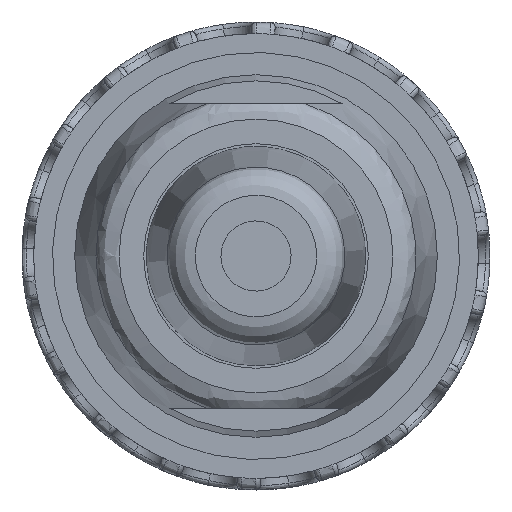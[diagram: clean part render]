
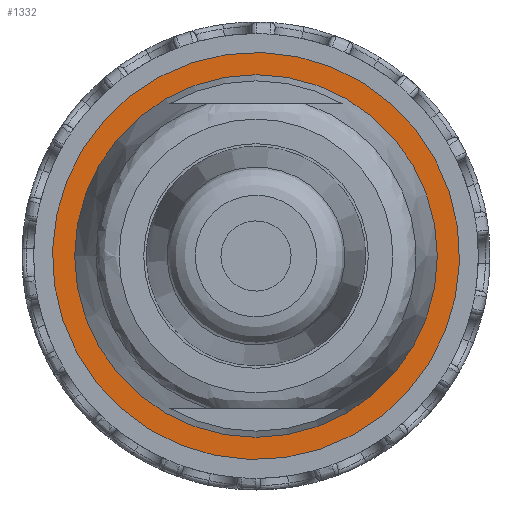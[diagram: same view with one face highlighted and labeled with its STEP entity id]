
A CAD part, front view. The second image highlights one B-rep face of the part: STEP entity #1332.
In plain terms, the highlighted planar face has unit normal (0, -1, 0).
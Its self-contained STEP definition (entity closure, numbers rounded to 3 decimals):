
#412=PLANE('',#4983);
#1332=ADVANCED_FACE('4-0-161',(#1700,#1701),#412,.T.);
#1700=FACE_BOUND('',#1788,.T.);
#1701=FACE_BOUND('',#1789,.T.);
#1788=EDGE_LOOP('',(#2166));
#1789=EDGE_LOOP('',(#2167));
#2166=ORIENTED_EDGE('',*,*,#4033,.F.);
#2167=ORIENTED_EDGE('',*,*,#4031,.T.);
#3562=VERTEX_POINT('',#6684);
#3564=VERTEX_POINT('',#6689);
#4031=EDGE_CURVE('',#3562,#3562,#4723,.T.);
#4033=EDGE_CURVE('',#3564,#3564,#4725,.T.);
#4723=CIRCLE('',#4979,8.7);
#4725=CIRCLE('',#4982,7.75);
#4979=AXIS2_PLACEMENT_3D('',#6683,#5417,#5418);
#4982=AXIS2_PLACEMENT_3D('',#6688,#5423,#5424);
#4983=AXIS2_PLACEMENT_3D('',#6690,#5425,#5426);
#5417=DIRECTION('',(0.,-1.,0.));
#5418=DIRECTION('',(0.312,0.,-0.95));
#5423=DIRECTION('',(0.,-1.,0.));
#5424=DIRECTION('',(0.,0.,-1.));
#5425=DIRECTION('',(0.,-1.,0.));
#5426=DIRECTION('',(-0.312,0.,0.95));
#6683=CARTESIAN_POINT('',(21.985,-36.765,0.));
#6684=CARTESIAN_POINT('',(24.696,-36.765,-8.267));
#6688=CARTESIAN_POINT('',(21.985,-36.765,0.));
#6689=CARTESIAN_POINT('',(21.985,-36.765,-7.75));
#6690=CARTESIAN_POINT('',(34.06,-36.765,-6.111));
